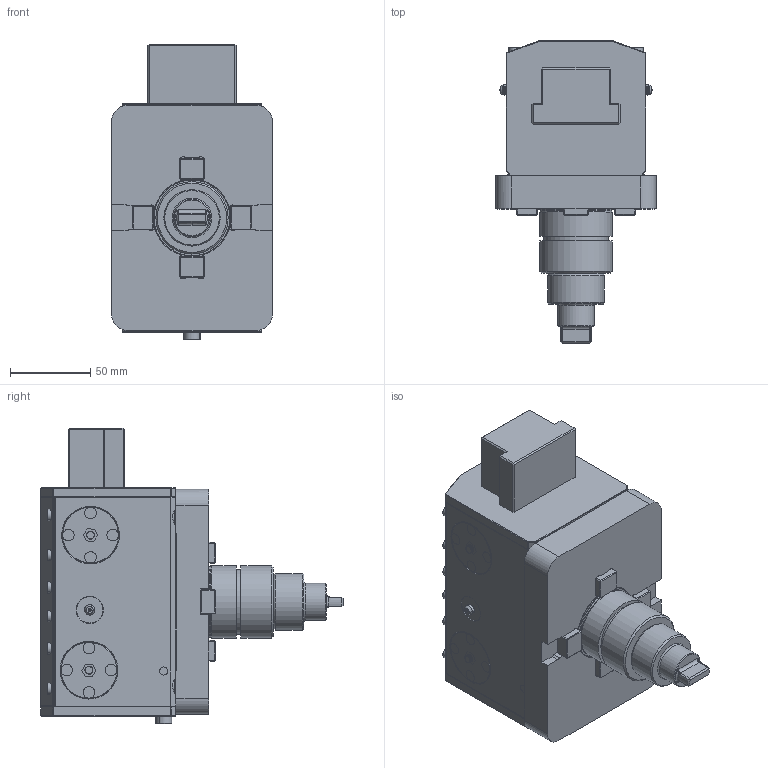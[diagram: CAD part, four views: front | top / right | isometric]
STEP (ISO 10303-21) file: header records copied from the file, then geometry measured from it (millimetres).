
FILE_DESCRIPTION (( 'STEP AP214' ), '1' );
FILE_NAME ('RRPSTRH35131UT45P.STEP', '2025-11-19T10:27:08', ( '' ), ( '' ), 'SwSTEP 2.0', 'SolidWorks 2023', '' );
FILE_SCHEMA (( 'AUTOMOTIVE_DESIGN' ));
Length unit declared in the file: millimetre
Products named in the file (1): RRPSTRH35131UT45P
Bounding box: 100 x 188.2 x 183.83 mm (x, y, z)
Surface area: 126951.8 mm2 (no closed solid volume)
Topology: 0 solids, 5 shells, 1298 faces, 3206 edges, 1993 vertices
Faces by surface type: plane 655, cylinder 278, cone 226, bspline 100, torus 35, sphere 4
Full cylindrical faces by diameter (mm): 1.7 x1, 2.1 x1, 6.366 x1, 12 x4, 23 x1, 35 x1, 40.2 x1, 44.6 x1, 45 x2, 47.173 x1
Entity records: 46778 total; most frequent: CARTESIAN_POINT 13059, ORIENTED_EDGE 6318, DIRECTION 5965, EDGE_CURVE 3165, AXIS2_PLACEMENT_3D 2021, VERTEX_POINT 1979, VECTOR 1923, LINE 1923
